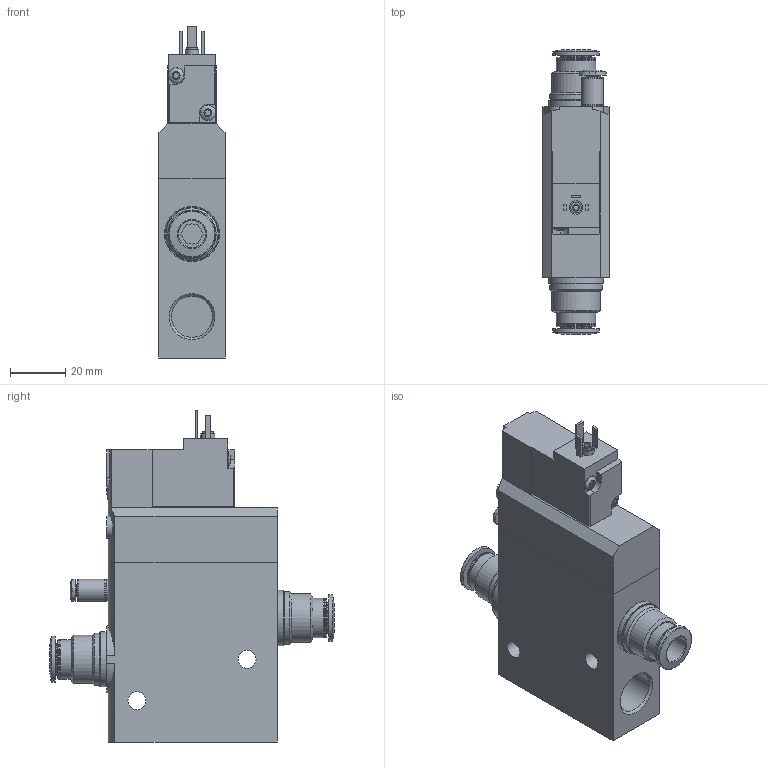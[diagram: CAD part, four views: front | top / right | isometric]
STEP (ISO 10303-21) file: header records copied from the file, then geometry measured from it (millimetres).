
FILE_DESCRIPTION(/* description */ ('STEP AP214'),/* implementation_level */ '2;1');
FILE_NAME(/* name */ '163176_CPE24-M1H-3OLS-QS-10',/* time_stamp */ '2024-08-06T21:19:57+02:00',/* author */ ('License CC BY-ND 4.0'),/* organization */ ('CADENAS'),/* preprocessor_version */ 'ST-DEVELOPER v19.3',/* originating_system */ 'PARTsolutions',/* authorisation */ ' ');
FILE_SCHEMA (('AUTOMOTIVE_DESIGN {1 0 10303 214 3 1 1}'));
Length unit declared in the file: millimetre
Products named in the file (5): 163176 CPE24-M1H-3OLS-QS-10; CPE24-...-3/2; 186113 QS-G3/8-10-I; CPE24-KMEB_M1H; 153313 QSM-M5-3-I
Assembly tree (5 placements, depth 2):
  163176 CPE24-M1H-3OLS-QS-10
    CPE24-...-3/2
    186113 QS-G3/8-10-I  x2
    CPE24-KMEB_M1H
    153313 QSM-M5-3-I
Bounding box: 24 x 103.2 x 120.5 mm (x, y, z)
Volume: 138991.3 mm3; surface area: 33814.1 mm2
Topology: 5 solids, 5 shells, 267 faces, 614 edges, 391 vertices
Faces by surface type: plane 123, cylinder 92, cone 40, torus 12
Full cylindrical faces by diameter (mm): 2 x1, 2.013 x1, 2.5 x1, 3 x1, 3.8 x1, 4.134 x2, 4.4 x1, 5 x2, 5.6 x3, 6.5 x2, 7.8 x3, 8 x3, 10 x2, 11.4 x2, 14.3 x4, 14.95 x3, 16.662 x2, 16.8 x2, 17.5 x2, 19 x2, 19.4 x4, 20 x2
Entity records: 6590 total; most frequent: CARTESIAN_POINT 1210, DIRECTION 974, ORIENTED_EDGE 868, EDGE_CURVE 434, AXIS2_PLACEMENT_3D 379, EDGE_LOOP 315, FACE_BOUND 315, VERTEX_POINT 313
